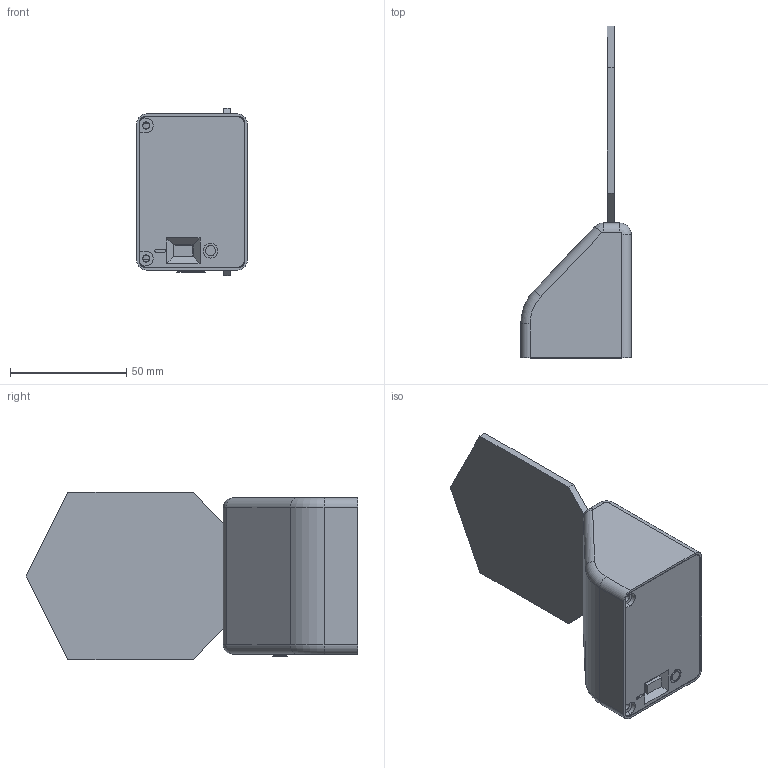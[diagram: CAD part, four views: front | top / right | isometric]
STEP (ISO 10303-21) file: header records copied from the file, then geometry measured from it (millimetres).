
FILE_DESCRIPTION(/* description */ (''),/* implementation_level */ '2;1');
FILE_NAME(/* name */ 'AcrylLamp V4 v5.step',/* time_stamp */ '2025-05-05T19:29:26+10:00',/* author */ (''),/* organization */ (''),/* preprocessor_version */ 'ST-DEVELOPER v20.1',/* originating_system */ 'Autodesk Translation Framework v14.4.0.0',/* authorisation */ '');
FILE_SCHEMA (('AUTOMOTIVE_DESIGN { 1 0 10303 214 3 1 1 }'));
Length unit declared in the file: millimetre
Products named in the file (10): AcrylLamp V4; BattPack w/ switch; _Wemos.8a6fa8fd-bdae-4608-9551-e9ac450bc9c8; molex_0473460001; Board; Breadboard; LED 5mm; Component4; new Top; New Bottom
Assembly tree (9 placements, depth 3):
  AcrylLamp V4
    BattPack w/ switch
    _Wemos.8a6fa8fd-bdae-4608-9551-e9ac450bc9c8
      molex_0473460001
      Board
      Breadboard
      LED 5mm
    Component4
    new Top
    New Bottom
Bounding box: 47.5 x 142.82 x 72 mm (x, y, z)
Volume: 94806.9 mm3; surface area: 64719.3 mm2
Topology: 42 solids, 42 shells, 1075 faces, 2841 edges, 1840 vertices
Faces by surface type: plane 752, cylinder 246, bspline 32, sphere 19, cone 16, torus 10
Full cylindrical faces by diameter (mm): 0.4 x1, 1 x16, 2 x2, 3 x2, 3.1 x2, 3.5 x2, 4.35 x1, 5 x1, 6.35 x1
Entity records: 34046 total; most frequent: CARTESIAN_POINT 6624, ORIENTED_EDGE 5668, DIRECTION 5486, EDGE_CURVE 2834, LINE 2164, VECTOR 2164, VERTEX_POINT 1840, AXIS2_PLACEMENT_3D 1661
